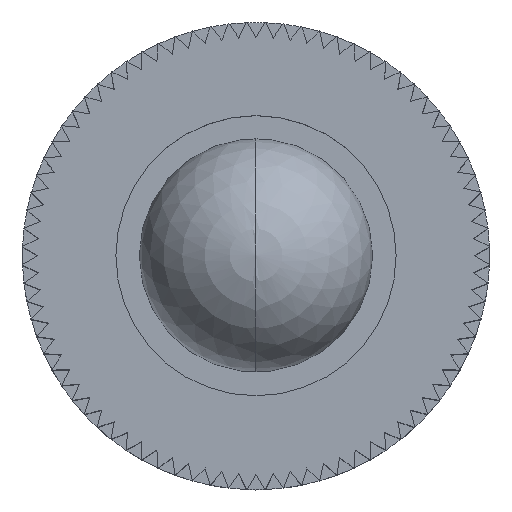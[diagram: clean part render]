
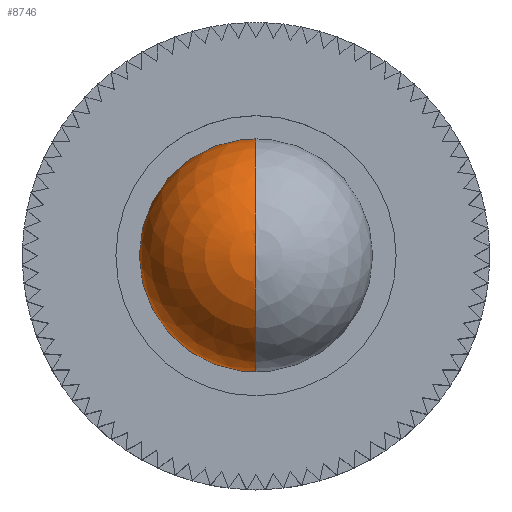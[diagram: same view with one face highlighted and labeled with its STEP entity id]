
A CAD part, top view. The second image highlights one B-rep face of the part: STEP entity #8746.
In plain terms, the highlighted spherical face has radius 1.5 mm.
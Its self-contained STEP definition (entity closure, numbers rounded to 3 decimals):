
#3976=EDGE_CURVE('',#5204,#7384,#10339,.T.);
#4318=VERTEX_POINT('',#10704);
#5204=VERTEX_POINT('',#11670);
#6390=EDGE_CURVE('',#4318,#5204,#12978,.T.);
#7384=VERTEX_POINT('',#14068);
#8746=ADVANCED_FACE('',(#15562),#15563,.T.);
#8836=EDGE_CURVE('',#7384,#4318,#15659,.T.);
#10339=CIRCLE('',#17567,1.452);
#10704=CARTESIAN_POINT('',(0.,0.,4.));
#11670=CARTESIAN_POINT('',(0.,-1.452,2.123));
#12978=CIRCLE('',#21184,1.5);
#14068=CARTESIAN_POINT('',(0.,1.452,2.123));
#15562=FACE_OUTER_BOUND('',#24733,.T.);
#15563=SPHERICAL_SURFACE('',#24734,1.5);
#15659=CIRCLE('',#24874,1.5);
#17567=AXIS2_PLACEMENT_3D('',#26753,#26754,#26755);
#21184=AXIS2_PLACEMENT_3D('',#29977,#29978,#29979);
#24733=EDGE_LOOP('',(#32922,#32923,#32924));
#24734=AXIS2_PLACEMENT_3D('',#32925,#32926,#32927);
#24874=AXIS2_PLACEMENT_3D('',#33015,#33016,#33017);
#26753=CARTESIAN_POINT('',(0.,0.,2.123));
#26754=DIRECTION('',(0.0,0.0,-1.0));
#26755=DIRECTION('',(0.,1.0,0.0));
#29977=CARTESIAN_POINT('',(0.,0.,2.5));
#29978=DIRECTION('',(1.0,0.,-0.0));
#29979=DIRECTION('',(0.0,0.0,1.0));
#32922=ORIENTED_EDGE('',*,*,#6390,.F.);
#32923=ORIENTED_EDGE('',*,*,#8836,.F.);
#32924=ORIENTED_EDGE('',*,*,#3976,.F.);
#32925=CARTESIAN_POINT('',(0.,0.,2.5));
#32926=DIRECTION('',(0.0,0.0,-1.0));
#32927=DIRECTION('',(0.,-1.0,0.0));
#33015=CARTESIAN_POINT('',(0.,0.,2.5));
#33016=DIRECTION('',(1.0,0.,-0.0));
#33017=DIRECTION('',(0.0,0.0,1.0));
